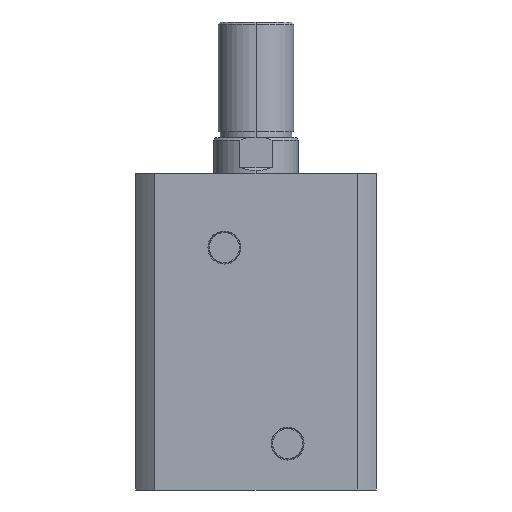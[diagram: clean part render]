
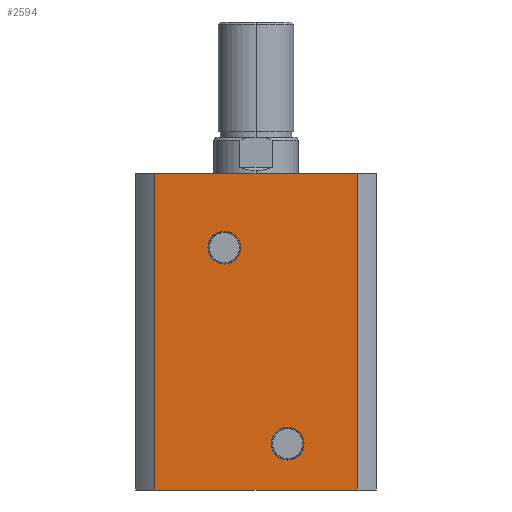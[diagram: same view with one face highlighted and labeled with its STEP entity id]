
A CAD part, left-side view. The second image highlights one B-rep face of the part: STEP entity #2594.
In plain terms, the highlighted planar face has unit normal (-1, 0, 0).
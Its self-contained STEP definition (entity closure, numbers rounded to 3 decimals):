
#342 = DIRECTION ( 'NONE',  ( 1., 0., 0. ) ) ;
#348 = CARTESIAN_POINT ( 'NONE',  ( -57., 0., 150. ) ) ;
#351 = PLANE ( 'NONE',  #2722 ) ;
#353 = DIRECTION ( 'NONE',  ( 0., 1., 0. ) ) ;
#592 = CARTESIAN_POINT ( 'NONE',  ( -57., -15., 14.203 ) ) ;
#593 = CARTESIAN_POINT ( 'NONE',  ( -57., -15., 29.797 ) ) ;
#594 = CARTESIAN_POINT ( 'NONE',  ( -57., 15., 107.203 ) ) ;
#607 = CARTESIAN_POINT ( 'NONE',  ( -57., 15., 122.797 ) ) ;
#712 = CARTESIAN_POINT ( 'NONE',  ( -57., 47.971, 150. ) ) ;
#721 = CARTESIAN_POINT ( 'NONE',  ( -57., -47.971, 150. ) ) ;
#728 = CARTESIAN_POINT ( 'NONE',  ( -57., 47.971, 0. ) ) ;
#729 = CARTESIAN_POINT ( 'NONE',  ( -57., -47.971, 0. ) ) ;
#1037 = CIRCLE ( 'NONE', #1698, 7.797 ) ;
#1251 = LINE ( 'NONE', #2945, #1253 ) ;
#1252 = LINE ( 'NONE', #2960, #1262 ) ;
#1253 = VECTOR ( 'NONE', #2939, 1000. ) ;
#1254 = CIRCLE ( 'NONE', #1649, 7.797 ) ;
#1255 = CIRCLE ( 'NONE', #1648, 7.797 ) ;
#1256 = LINE ( 'NONE', #2954, #1258 ) ;
#1257 = LINE ( 'NONE', #2964, #1260 ) ;
#1258 = VECTOR ( 'NONE', #2955, 1000. ) ;
#1260 = VECTOR ( 'NONE', #2966, 1000. ) ;
#1262 = VECTOR ( 'NONE', #2967, 1000. ) ;
#1337 = CIRCLE ( 'NONE', #2675, 7.797 ) ;
#1489 = FACE_BOUND ( 'NONE', #2317, .T. ) ;
#1648 = AXIS2_PLACEMENT_3D ( 'NONE', #2961, #2962, #2963 ) ;
#1649 = AXIS2_PLACEMENT_3D ( 'NONE', #2956, #2957, #2958 ) ;
#1698 = AXIS2_PLACEMENT_3D ( 'NONE', #2303, #2302, #2301 ) ;
#1800 = EDGE_CURVE ( 'NONE', #3343, #3358, #1037, .T. ) ;
#1927 = EDGE_CURVE ( 'NONE', #3722, #3734, #1251, .T. ) ;
#1929 = EDGE_CURVE ( 'NONE', #3341, #2805, #1254, .T. ) ;
#1930 = EDGE_CURVE ( 'NONE', #3358, #3343, #1255, .T. ) ;
#1931 = EDGE_CURVE ( 'NONE', #3734, #3735, #1256, .T. ) ;
#1932 = EDGE_CURVE ( 'NONE', #3727, #3735, #1257, .T. ) ;
#1933 = EDGE_CURVE ( 'NONE', #3722, #3727, #1252, .T. ) ;
#1986 = EDGE_CURVE ( 'NONE', #2805, #3341, #1337, .T. ) ;
#1989 = FACE_OUTER_BOUND ( 'NONE', #2361, .T. ) ;
#1992 = FACE_BOUND ( 'NONE', #2358, .T. ) ;
#2301 = DIRECTION ( 'NONE',  ( 0., 0., 1. ) ) ;
#2302 = DIRECTION ( 'NONE',  ( -1., 0., 0. ) ) ;
#2303 = CARTESIAN_POINT ( 'NONE',  ( -57., 15., 115. ) ) ;
#2317 = EDGE_LOOP ( 'NONE', ( #3615, #3616 ) ) ;
#2358 = EDGE_LOOP ( 'NONE', ( #3617, #3618 ) ) ;
#2361 = EDGE_LOOP ( 'NONE', ( #3619, #3620, #3621, #3622 ) ) ;
#2594 = ADVANCED_FACE ( 'NONE', ( #1489, #1992, #1989 ), #351, .F. ) ;
#2675 = AXIS2_PLACEMENT_3D ( 'NONE', #3102, #3103, #3104 ) ;
#2722 = AXIS2_PLACEMENT_3D ( 'NONE', #348, #342, #353 ) ;
#2805 = VERTEX_POINT ( 'NONE', #592 ) ;
#2939 = DIRECTION ( 'NONE',  ( 0., 0., -1. ) ) ;
#2945 = CARTESIAN_POINT ( 'NONE',  ( -57., 47.971, 150. ) ) ;
#2954 = CARTESIAN_POINT ( 'NONE',  ( -57., 0., 0. ) ) ;
#2955 = DIRECTION ( 'NONE',  ( 0., -1., 0. ) ) ;
#2956 = CARTESIAN_POINT ( 'NONE',  ( -57., -15., 22. ) ) ;
#2957 = DIRECTION ( 'NONE',  ( -1., 0., 0. ) ) ;
#2958 = DIRECTION ( 'NONE',  ( 0., 0., 1. ) ) ;
#2960 = CARTESIAN_POINT ( 'NONE',  ( -57., 0., 150. ) ) ;
#2961 = CARTESIAN_POINT ( 'NONE',  ( -57., 15., 115. ) ) ;
#2962 = DIRECTION ( 'NONE',  ( -1., 0., 0. ) ) ;
#2963 = DIRECTION ( 'NONE',  ( 0., 0., 1. ) ) ;
#2964 = CARTESIAN_POINT ( 'NONE',  ( -57., -47.971, 150. ) ) ;
#2966 = DIRECTION ( 'NONE',  ( 0., 0., -1. ) ) ;
#2967 = DIRECTION ( 'NONE',  ( 0., -1., 0. ) ) ;
#3102 = CARTESIAN_POINT ( 'NONE',  ( -57., -15., 22. ) ) ;
#3103 = DIRECTION ( 'NONE',  ( -1., 0., 0. ) ) ;
#3104 = DIRECTION ( 'NONE',  ( 0., 0., 1. ) ) ;
#3341 = VERTEX_POINT ( 'NONE', #593 ) ;
#3343 = VERTEX_POINT ( 'NONE', #594 ) ;
#3358 = VERTEX_POINT ( 'NONE', #607 ) ;
#3615 = ORIENTED_EDGE ( 'NONE', *, *, #1929, .F. ) ;
#3616 = ORIENTED_EDGE ( 'NONE', *, *, #1986, .F. ) ;
#3617 = ORIENTED_EDGE ( 'NONE', *, *, #1930, .F. ) ;
#3618 = ORIENTED_EDGE ( 'NONE', *, *, #1800, .F. ) ;
#3619 = ORIENTED_EDGE ( 'NONE', *, *, #1931, .T. ) ;
#3620 = ORIENTED_EDGE ( 'NONE', *, *, #1932, .F. ) ;
#3621 = ORIENTED_EDGE ( 'NONE', *, *, #1933, .F. ) ;
#3622 = ORIENTED_EDGE ( 'NONE', *, *, #1927, .T. ) ;
#3722 = VERTEX_POINT ( 'NONE', #712 ) ;
#3727 = VERTEX_POINT ( 'NONE', #721 ) ;
#3734 = VERTEX_POINT ( 'NONE', #728 ) ;
#3735 = VERTEX_POINT ( 'NONE', #729 ) ;
